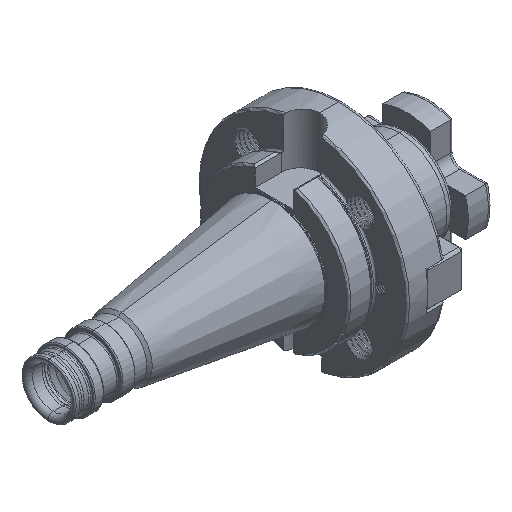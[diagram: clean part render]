
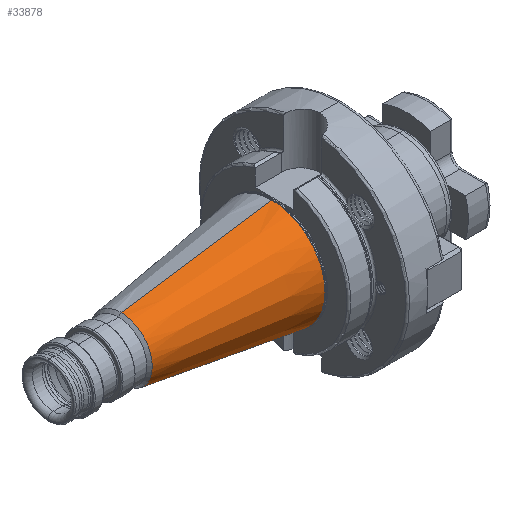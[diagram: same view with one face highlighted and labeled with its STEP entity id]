
A CAD part, isometric view. The second image highlights one B-rep face of the part: STEP entity #33878.
In plain terms, the highlighted conical face has half-angle 8.297 degrees and reference radius 22.298 mm.
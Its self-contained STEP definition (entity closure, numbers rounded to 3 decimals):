
#1425 = ORIENTED_EDGE ( 'NONE', *, *, #25420, .F. ) ;
#1451 = ORIENTED_EDGE ( 'NONE', *, *, #25438, .T. ) ;
#1485 = ORIENTED_EDGE ( 'NONE', *, *, #22915, .F. ) ;
#1509 = ORIENTED_EDGE ( 'NONE', *, *, #22900, .T. ) ;
#4536 = VERTEX_POINT ( 'NONE', #11430 ) ;
#4561 = VERTEX_POINT ( 'NONE', #11460 ) ;
#4569 = VERTEX_POINT ( 'NONE', #11443 ) ;
#4638 = VERTEX_POINT ( 'NONE', #11470 ) ;
#9646 = AXIS2_PLACEMENT_3D ( 'NONE', #25849, #25853, #25854 ) ;
#9665 = AXIS2_PLACEMENT_3D ( 'NONE', #25649, #25645, #25640 ) ;
#11430 = CARTESIAN_POINT ( 'NONE',  ( -6., 0., 22.298 ) ) ;
#11443 = CARTESIAN_POINT ( 'NONE',  ( -6., 0., -22.298 ) ) ;
#11460 = CARTESIAN_POINT ( 'NONE',  ( -69.28, 0., 13.07 ) ) ;
#11470 = CARTESIAN_POINT ( 'NONE',  ( -69.28, 0., -13.07 ) ) ;
#19438 = CIRCLE ( 'NONE', #9646, 13.07 ) ;
#19479 = CIRCLE ( 'NONE', #9665, 22.298 ) ;
#19600 = VECTOR ( 'NONE', #27712, 1000. ) ;
#19618 = LINE ( 'NONE', #27690, #19600 ) ;
#19627 = LINE ( 'NONE', #27766, #19628 ) ;
#19628 = VECTOR ( 'NONE', #27740, 1000. ) ;
#20155 = FACE_OUTER_BOUND ( 'NONE', #33180, .T. ) ;
#20261 = CONICAL_SURFACE ( 'NONE', #28158, 22.298, 0.145 ) ;
#22900 = EDGE_CURVE ( 'NONE', #4569, #4536, #19479, .T. ) ;
#22915 = EDGE_CURVE ( 'NONE', #4638, #4561, #19438, .T. ) ;
#25420 = EDGE_CURVE ( 'NONE', #4561, #4536, #19618, .T. ) ;
#25438 = EDGE_CURVE ( 'NONE', #4638, #4569, #19627, .T. ) ;
#25640 = DIRECTION ( 'NONE',  ( 0., 0., 1. ) ) ;
#25645 = DIRECTION ( 'NONE',  ( -1., 0., 0. ) ) ;
#25649 = CARTESIAN_POINT ( 'NONE',  ( -6., 0., 0. ) ) ;
#25849 = CARTESIAN_POINT ( 'NONE',  ( -69.28, 0., 0. ) ) ;
#25853 = DIRECTION ( 'NONE',  ( -1., 0., 0. ) ) ;
#25854 = DIRECTION ( 'NONE',  ( 0., 0., 1. ) ) ;
#27690 = CARTESIAN_POINT ( 'NONE',  ( -6., 0., 22.298 ) ) ;
#27712 = DIRECTION ( 'NONE',  ( 0.99, 0., 0.144 ) ) ;
#27740 = DIRECTION ( 'NONE',  ( 0.99, 0., -0.144 ) ) ;
#27766 = CARTESIAN_POINT ( 'NONE',  ( -6., 0., -22.298 ) ) ;
#28158 = AXIS2_PLACEMENT_3D ( 'NONE', #29246, #29203, #29138 ) ;
#29138 = DIRECTION ( 'NONE',  ( 0., 0., -1. ) ) ;
#29203 = DIRECTION ( 'NONE',  ( 1., 0., 0. ) ) ;
#29246 = CARTESIAN_POINT ( 'NONE',  ( -6., 0., 0. ) ) ;
#33180 = EDGE_LOOP ( 'NONE', ( #1425, #1485, #1451, #1509 ) ) ;
#33878 = ADVANCED_FACE ( 'NONE', ( #20155 ), #20261, .T. ) ;
